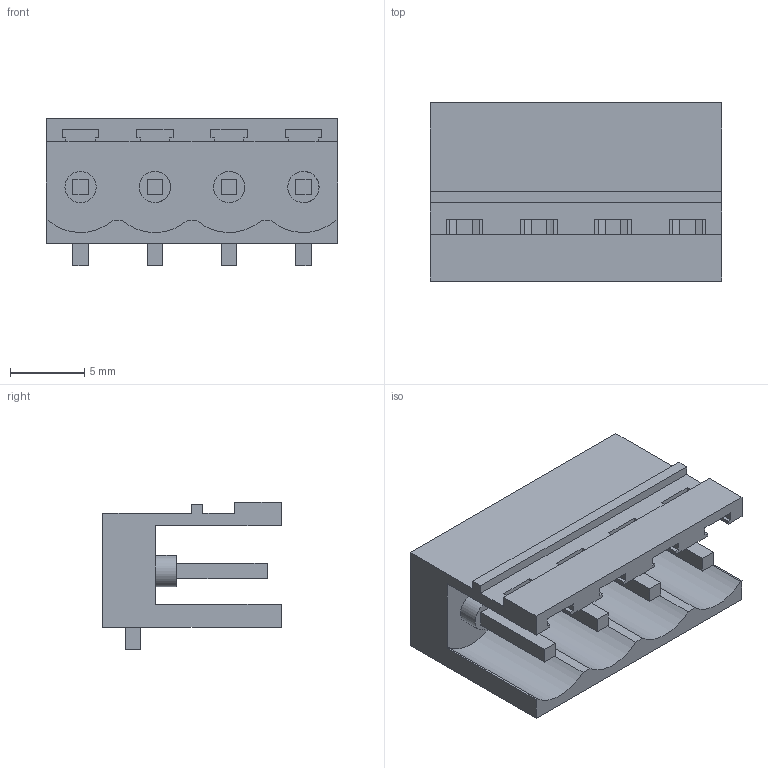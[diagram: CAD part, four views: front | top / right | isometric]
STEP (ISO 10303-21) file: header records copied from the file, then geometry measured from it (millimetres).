
FILE_DESCRIPTION(('CATIA V5 STEP Exchange','CAx-IF Rec.Pracs.--- Model Styling and Organization---1.4--- 2014-01-23'),'2;1');
FILE_NAME ('D1456371_2_1796950000_1796950000.stp','2022-05-17T09:28:53+00:00',('none'),('Weidmueller'),'CATIA Version 5-6 Release 2016 SP3 HF44','CATIA V5 STEP AP214','none');
FILE_SCHEMA(('AUTOMOTIVE_DESIGN { 1 0 10303 214 1 1 1 1 }'));
Length unit declared in the file: millimetre
Products named in the file (1): 1796950000
Bounding box: 19.6 x 12 x 9.93 mm (x, y, z)
Volume: 892.8 mm3; surface area: 1696.5 mm2
Topology: 5 solids, 5 shells, 127 faces, 382 edges, 257 vertices
Faces by surface type: plane 115, cylinder 12
Entity records: 4559 total; most frequent: CARTESIAN_POINT 1087, ORIENTED_EDGE 764, DIRECTION 574, EDGE_CURVE 382, VECTOR 358, LINE 358, VERTEX_POINT 257, EDGE_LOOP 135
